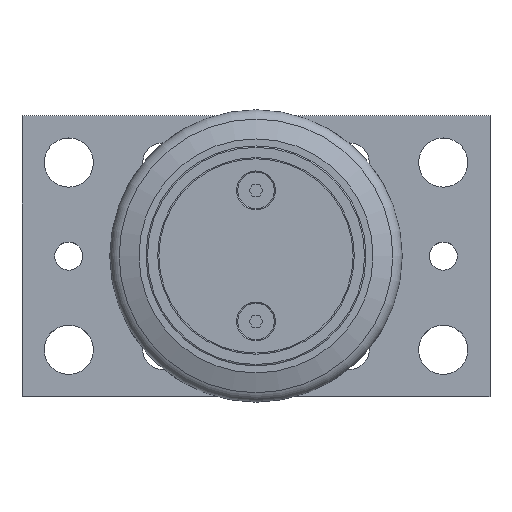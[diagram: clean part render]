
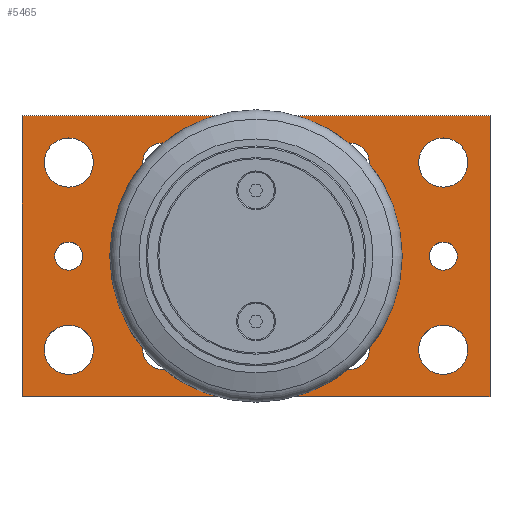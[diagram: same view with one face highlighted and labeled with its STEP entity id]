
A CAD part, top view. The second image highlights one B-rep face of the part: STEP entity #5465.
In plain terms, the highlighted planar face has unit normal (0, 0, 1).
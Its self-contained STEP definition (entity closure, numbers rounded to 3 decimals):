
#39=FACE_BOUND('',#574,.T.);
#40=FACE_BOUND('',#575,.T.);
#41=FACE_BOUND('',#576,.T.);
#42=FACE_BOUND('',#577,.T.);
#43=FACE_BOUND('',#578,.T.);
#44=FACE_BOUND('',#579,.T.);
#45=FACE_BOUND('',#580,.T.);
#46=FACE_BOUND('',#581,.T.);
#47=FACE_BOUND('',#582,.T.);
#48=FACE_BOUND('',#583,.T.);
#49=FACE_BOUND('',#584,.T.);
#80=PLANE('',#5801);
#270=FACE_OUTER_BOUND('',#573,.T.);
#573=EDGE_LOOP('',(#3542,#3543,#3544,#3545));
#574=EDGE_LOOP('',(#3546));
#575=EDGE_LOOP('',(#3547,#3548));
#576=EDGE_LOOP('',(#3549,#3550));
#577=EDGE_LOOP('',(#3551,#3552));
#578=EDGE_LOOP('',(#3553,#3554));
#579=EDGE_LOOP('',(#3555));
#580=EDGE_LOOP('',(#3556));
#581=EDGE_LOOP('',(#3557));
#582=EDGE_LOOP('',(#3558));
#583=EDGE_LOOP('',(#3559));
#584=EDGE_LOOP('',(#3560));
#928=CIRCLE('',#5802,20.5);
#929=CIRCLE('',#5803,4.188);
#930=CIRCLE('',#5804,4.188);
#931=CIRCLE('',#5805,4.188);
#932=CIRCLE('',#5806,4.188);
#933=CIRCLE('',#5807,4.188);
#934=CIRCLE('',#5808,4.188);
#935=CIRCLE('',#5809,4.188);
#936=CIRCLE('',#5810,4.188);
#937=CIRCLE('',#5811,5.25);
#938=CIRCLE('',#5812,5.25);
#939=CIRCLE('',#5813,5.25);
#940=CIRCLE('',#5814,5.25);
#941=CIRCLE('',#5815,3.);
#942=CIRCLE('',#5816,3.);
#1597=LINE('',#8995,#1833);
#1598=LINE('',#8997,#1834);
#1599=LINE('',#8999,#1835);
#1600=LINE('',#9000,#1836);
#1833=VECTOR('',#6804,10.);
#1834=VECTOR('',#6805,10.);
#1835=VECTOR('',#6806,10.);
#1836=VECTOR('',#6807,10.);
#2081=VERTEX_POINT('',#8993);
#2082=VERTEX_POINT('',#8994);
#2083=VERTEX_POINT('',#8996);
#2084=VERTEX_POINT('',#8998);
#2085=VERTEX_POINT('',#9001);
#2086=VERTEX_POINT('',#9003);
#2087=VERTEX_POINT('',#9004);
#2088=VERTEX_POINT('',#9007);
#2089=VERTEX_POINT('',#9008);
#2090=VERTEX_POINT('',#9011);
#2091=VERTEX_POINT('',#9012);
#2092=VERTEX_POINT('',#9015);
#2093=VERTEX_POINT('',#9016);
#2094=VERTEX_POINT('',#9019);
#2095=VERTEX_POINT('',#9021);
#2096=VERTEX_POINT('',#9023);
#2097=VERTEX_POINT('',#9025);
#2098=VERTEX_POINT('',#9027);
#2099=VERTEX_POINT('',#9029);
#2611=EDGE_CURVE('',#2081,#2082,#1597,.T.);
#2612=EDGE_CURVE('',#2083,#2081,#1598,.T.);
#2613=EDGE_CURVE('',#2084,#2083,#1599,.T.);
#2614=EDGE_CURVE('',#2082,#2084,#1600,.T.);
#2615=EDGE_CURVE('',#2085,#2085,#928,.T.);
#2616=EDGE_CURVE('',#2086,#2087,#929,.T.);
#2617=EDGE_CURVE('',#2087,#2086,#930,.T.);
#2618=EDGE_CURVE('',#2088,#2089,#931,.T.);
#2619=EDGE_CURVE('',#2089,#2088,#932,.T.);
#2620=EDGE_CURVE('',#2090,#2091,#933,.T.);
#2621=EDGE_CURVE('',#2091,#2090,#934,.T.);
#2622=EDGE_CURVE('',#2092,#2093,#935,.T.);
#2623=EDGE_CURVE('',#2093,#2092,#936,.T.);
#2624=EDGE_CURVE('',#2094,#2094,#937,.T.);
#2625=EDGE_CURVE('',#2095,#2095,#938,.T.);
#2626=EDGE_CURVE('',#2096,#2096,#939,.T.);
#2627=EDGE_CURVE('',#2097,#2097,#940,.T.);
#2628=EDGE_CURVE('',#2098,#2098,#941,.T.);
#2629=EDGE_CURVE('',#2099,#2099,#942,.T.);
#3542=ORIENTED_EDGE('',*,*,#2611,.F.);
#3543=ORIENTED_EDGE('',*,*,#2612,.F.);
#3544=ORIENTED_EDGE('',*,*,#2613,.F.);
#3545=ORIENTED_EDGE('',*,*,#2614,.F.);
#3546=ORIENTED_EDGE('',*,*,#2615,.T.);
#3547=ORIENTED_EDGE('',*,*,#2616,.T.);
#3548=ORIENTED_EDGE('',*,*,#2617,.T.);
#3549=ORIENTED_EDGE('',*,*,#2618,.T.);
#3550=ORIENTED_EDGE('',*,*,#2619,.T.);
#3551=ORIENTED_EDGE('',*,*,#2620,.T.);
#3552=ORIENTED_EDGE('',*,*,#2621,.T.);
#3553=ORIENTED_EDGE('',*,*,#2622,.T.);
#3554=ORIENTED_EDGE('',*,*,#2623,.T.);
#3555=ORIENTED_EDGE('',*,*,#2624,.T.);
#3556=ORIENTED_EDGE('',*,*,#2625,.T.);
#3557=ORIENTED_EDGE('',*,*,#2626,.T.);
#3558=ORIENTED_EDGE('',*,*,#2627,.T.);
#3559=ORIENTED_EDGE('',*,*,#2628,.T.);
#3560=ORIENTED_EDGE('',*,*,#2629,.T.);
#5465=ADVANCED_FACE('',(#270,#39,#40,#41,#42,#43,#44,#45,#46,#47,#48,#49),
#80,.T.);
#5801=AXIS2_PLACEMENT_3D('',#8992,#6802,#6803);
#5802=AXIS2_PLACEMENT_3D('',#9002,#6808,#6809);
#5803=AXIS2_PLACEMENT_3D('',#9005,#6810,#6811);
#5804=AXIS2_PLACEMENT_3D('',#9006,#6812,#6813);
#5805=AXIS2_PLACEMENT_3D('',#9009,#6814,#6815);
#5806=AXIS2_PLACEMENT_3D('',#9010,#6816,#6817);
#5807=AXIS2_PLACEMENT_3D('',#9013,#6818,#6819);
#5808=AXIS2_PLACEMENT_3D('',#9014,#6820,#6821);
#5809=AXIS2_PLACEMENT_3D('',#9017,#6822,#6823);
#5810=AXIS2_PLACEMENT_3D('',#9018,#6824,#6825);
#5811=AXIS2_PLACEMENT_3D('',#9020,#6826,#6827);
#5812=AXIS2_PLACEMENT_3D('',#9022,#6828,#6829);
#5813=AXIS2_PLACEMENT_3D('',#9024,#6830,#6831);
#5814=AXIS2_PLACEMENT_3D('',#9026,#6832,#6833);
#5815=AXIS2_PLACEMENT_3D('',#9028,#6834,#6835);
#5816=AXIS2_PLACEMENT_3D('',#9030,#6836,#6837);
#6802=DIRECTION('center_axis',(0.,0.,1.));
#6803=DIRECTION('ref_axis',(1.,0.,0.));
#6804=DIRECTION('',(0.,1.,0.));
#6805=DIRECTION('',(-1.,0.,0.));
#6806=DIRECTION('',(0.,-1.,0.));
#6807=DIRECTION('',(1.,0.,0.));
#6808=DIRECTION('center_axis',(0.,0.,-1.));
#6809=DIRECTION('ref_axis',(0.,1.,0.));
#6810=DIRECTION('center_axis',(0.,0.,-1.));
#6811=DIRECTION('ref_axis',(1.,0.,0.));
#6812=DIRECTION('center_axis',(0.,0.,-1.));
#6813=DIRECTION('ref_axis',(1.,0.,0.));
#6814=DIRECTION('center_axis',(0.,0.,-1.));
#6815=DIRECTION('ref_axis',(1.,0.,0.));
#6816=DIRECTION('center_axis',(0.,0.,-1.));
#6817=DIRECTION('ref_axis',(1.,0.,0.));
#6818=DIRECTION('center_axis',(0.,0.,-1.));
#6819=DIRECTION('ref_axis',(1.,0.,0.));
#6820=DIRECTION('center_axis',(0.,0.,-1.));
#6821=DIRECTION('ref_axis',(1.,0.,0.));
#6822=DIRECTION('center_axis',(0.,0.,-1.));
#6823=DIRECTION('ref_axis',(1.,0.,0.));
#6824=DIRECTION('center_axis',(0.,0.,-1.));
#6825=DIRECTION('ref_axis',(1.,0.,0.));
#6826=DIRECTION('center_axis',(0.,0.,-1.));
#6827=DIRECTION('ref_axis',(-1.,0.,0.));
#6828=DIRECTION('center_axis',(0.,0.,-1.));
#6829=DIRECTION('ref_axis',(-1.,0.,0.));
#6830=DIRECTION('center_axis',(0.,0.,-1.));
#6831=DIRECTION('ref_axis',(-1.,0.,0.));
#6832=DIRECTION('center_axis',(0.,0.,-1.));
#6833=DIRECTION('ref_axis',(-1.,0.,0.));
#6834=DIRECTION('center_axis',(0.,0.,-1.));
#6835=DIRECTION('ref_axis',(-1.,0.,0.));
#6836=DIRECTION('center_axis',(0.,0.,-1.));
#6837=DIRECTION('ref_axis',(-1.,0.,0.));
#8992=CARTESIAN_POINT('Origin',(50.,30.,10.));
#8993=CARTESIAN_POINT('',(0.,0.,10.));
#8994=CARTESIAN_POINT('',(0.,60.,10.));
#8995=CARTESIAN_POINT('',(0.,60.,10.));
#8996=CARTESIAN_POINT('',(100.,0.,10.));
#8997=CARTESIAN_POINT('',(0.,0.,10.));
#8998=CARTESIAN_POINT('',(100.,60.,10.));
#8999=CARTESIAN_POINT('',(100.,0.,10.));
#9000=CARTESIAN_POINT('',(100.,60.,10.));
#9001=CARTESIAN_POINT('',(50.,9.5,10.));
#9002=CARTESIAN_POINT('Origin',(50.,30.,10.));
#9003=CARTESIAN_POINT('',(34.188,10.,10.));
#9004=CARTESIAN_POINT('',(25.812,10.,10.));
#9005=CARTESIAN_POINT('Origin',(30.,10.,10.));
#9006=CARTESIAN_POINT('Origin',(30.,10.,10.));
#9007=CARTESIAN_POINT('',(74.188,10.,10.));
#9008=CARTESIAN_POINT('',(65.812,10.,10.));
#9009=CARTESIAN_POINT('Origin',(70.,10.,10.));
#9010=CARTESIAN_POINT('Origin',(70.,10.,10.));
#9011=CARTESIAN_POINT('',(74.188,50.,10.));
#9012=CARTESIAN_POINT('',(65.812,50.,10.));
#9013=CARTESIAN_POINT('Origin',(70.,50.,10.));
#9014=CARTESIAN_POINT('Origin',(70.,50.,10.));
#9015=CARTESIAN_POINT('',(34.188,50.,10.));
#9016=CARTESIAN_POINT('',(25.812,50.,10.));
#9017=CARTESIAN_POINT('Origin',(30.,50.,10.));
#9018=CARTESIAN_POINT('Origin',(30.,50.,10.));
#9019=CARTESIAN_POINT('',(95.25,50.,10.));
#9020=CARTESIAN_POINT('Origin',(90.,50.,10.));
#9021=CARTESIAN_POINT('',(15.25,10.,10.));
#9022=CARTESIAN_POINT('Origin',(10.,10.,10.));
#9023=CARTESIAN_POINT('',(15.25,50.,10.));
#9024=CARTESIAN_POINT('Origin',(10.,50.,10.));
#9025=CARTESIAN_POINT('',(95.25,10.,10.));
#9026=CARTESIAN_POINT('Origin',(90.,10.,10.));
#9027=CARTESIAN_POINT('',(93.,30.,10.));
#9028=CARTESIAN_POINT('Origin',(90.,30.,10.));
#9029=CARTESIAN_POINT('',(13.,30.,10.));
#9030=CARTESIAN_POINT('Origin',(10.,30.,10.));
